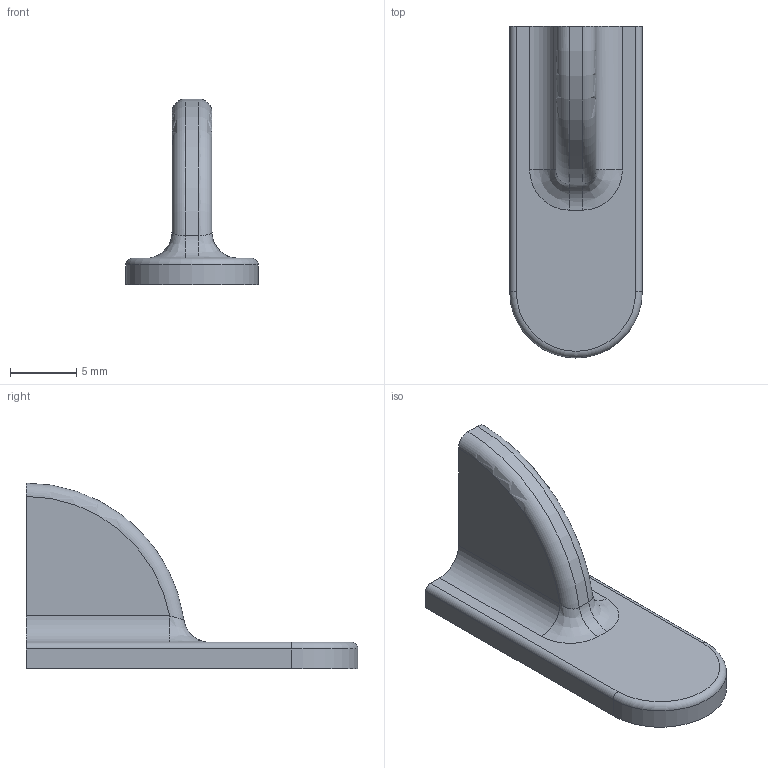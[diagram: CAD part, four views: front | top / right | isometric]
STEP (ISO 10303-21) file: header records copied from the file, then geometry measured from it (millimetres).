
FILE_DESCRIPTION(('FreeCAD Model'),'2;1');
FILE_NAME('Open CASCADE Shape Model','2025-10-19T13:57:54',(''),(''), 'Open CASCADE STEP processor 7.7','FreeCAD','Unknown');
FILE_SCHEMA(('AUTOMOTIVE_DESIGN { 1 0 10303 214 1 1 1 1 }'));
Length unit declared in the file: millimetre
Products named in the file (1): Servo_Guard
Bounding box: 10 x 25 x 14 mm (x, y, z)
Volume: 829.7 mm3; surface area: 844.7 mm2
Topology: 1 solids, 1 shells, 19 faces, 45 edges, 28 vertices
Faces by surface type: plane 7, cylinder 7, torus 3, bspline 2
Entity records: 722 total; most frequent: CARTESIAN_POINT 271, DIRECTION 92, ORIENTED_EDGE 90, EDGE_CURVE 45, AXIS2_PLACEMENT_3D 35, VERTEX_POINT 28, LINE 22, VECTOR 22
